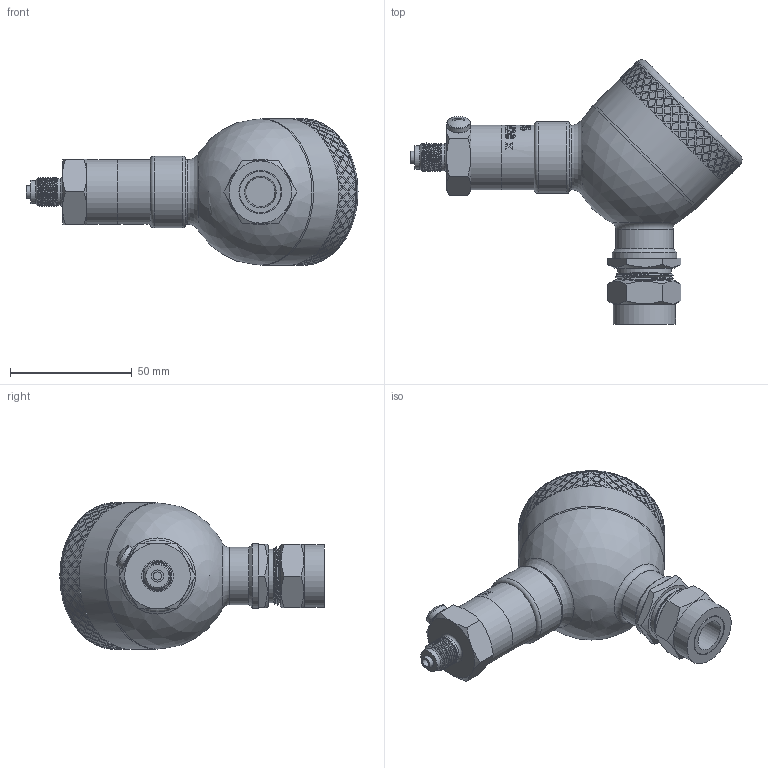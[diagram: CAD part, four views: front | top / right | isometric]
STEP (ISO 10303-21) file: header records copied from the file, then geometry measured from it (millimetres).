
FILE_DESCRIPTION(/* description */ (''),/* implementation_level */ '2;1');
FILE_NAME(/* name */ 'APZ3420x_M12x1EN_CableGlandM20x1,5Exd.step',/* time_stamp */ '2021-07-02T14:21:15+03:00',/* author */ (''),/* organization */ (''),/* preprocessor_version */ 'ST-DEVELOPER v18.1',/* originating_system */ 'Autodesk Translation Framework v10.9.0.1377',/* authorisation */ '');
FILE_SCHEMA (('AUTOMOTIVE_DESIGN { 1 0 10303 214 3 1 1 }'));
Length unit declared in the file: millimetre
Products named in the file (7): АПЗ 3420 х заполненный; M12x1 EN; Field housing; Main body; Cover without display; screw M6x1 v1; M20x1,5 steel cable gland Ex d v3
Assembly tree (6 placements, depth 3):
  АПЗ 3420 х заполненный
    M12x1 EN
    Field housing
      Main body
      Cover without display
    screw M6x1 v1
    M20x1,5 steel cable gland Ex d v3
Bounding box: 136.42 x 108.62 x 60.1 mm (x, y, z)
Volume: 240589.7 mm3; surface area: 39811.8 mm2
Topology: 5 solids, 5 shells, 1418 faces, 3468 edges, 2301 vertices
Faces by surface type: bspline 900, cylinder 321, plane 156, cone 26, torus 13, sphere 2
Full cylindrical faces by diameter (mm): 3.3 x1, 4.744 x3, 5 x1, 5.035 x3, 5.884 x4, 6.147 x2, 9.5 x1, 9.6 x1, 10.741 x7, 11 x1, 11.884 x7, 12 x1, 13 x1, 17 x2, 17.6 x1, 18.137 x7, 19.85 x6, 21 x1, 22 x1, 22.132 x1, 22.4 x1, 23.6 x1, 24.5 x2, 25.6 x1, 26.5 x3, 29.5 x1, 57.2 x1, 60 x2
Entity records: 62718 total; most frequent: CARTESIAN_POINT 36775, ORIENTED_EDGE 6930, EDGE_CURVE 3465, B_SPLINE_CURVE_WITH_KNOTS 2635, VERTEX_POINT 2301, DIRECTION 2168, EDGE_LOOP 1664, FACE_OUTER_BOUND 1418
